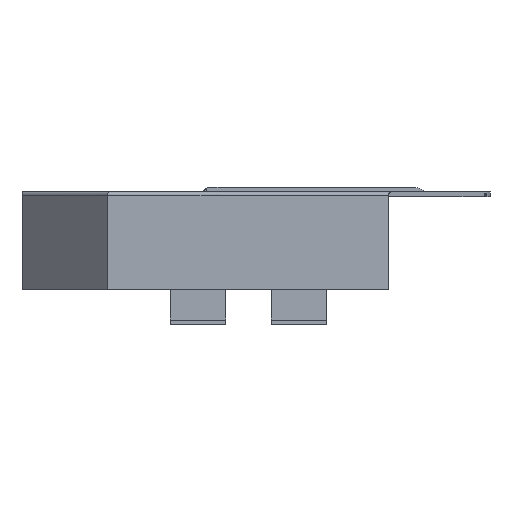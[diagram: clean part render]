
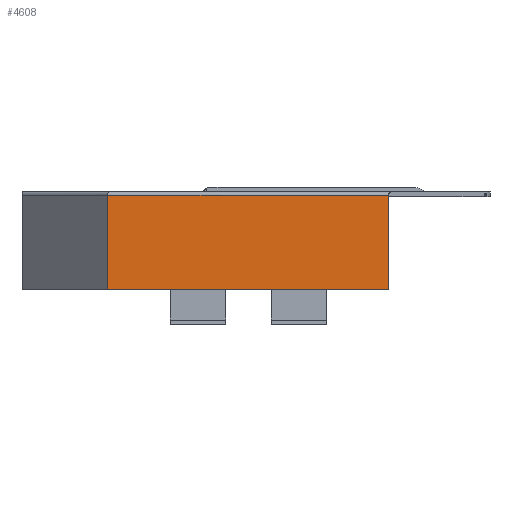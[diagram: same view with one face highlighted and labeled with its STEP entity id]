
A CAD part, left-side view. The second image highlights one B-rep face of the part: STEP entity #4608.
In plain terms, the highlighted planar face has unit normal (-1, 0, 0).
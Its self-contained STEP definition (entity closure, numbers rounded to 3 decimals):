
#58 = LINE ( 'NONE', #1009, #971 ) ;
#94 = CARTESIAN_POINT ( 'NONE',  ( -10.54, 0.255, 4.22 ) ) ;
#112 = VERTEX_POINT ( 'NONE', #3318 ) ;
#322 = EDGE_CURVE ( 'NONE', #2651, #2093, #4191, .T. ) ;
#708 = LINE ( 'NONE', #2077, #4627 ) ;
#790 = ORIENTED_EDGE ( 'NONE', *, *, #322, .F. ) ;
#893 = CARTESIAN_POINT ( 'NONE',  ( -10.54, -4.32, 1.14 ) ) ;
#945 = VECTOR ( 'NONE', #2311, 1000. ) ;
#971 = VECTOR ( 'NONE', #4411, 1000. ) ;
#1009 = CARTESIAN_POINT ( 'NONE',  ( -10.54, -4.32, 0. ) ) ;
#1019 = LINE ( 'NONE', #94, #3028 ) ;
#1312 = PLANE ( 'NONE',  #4039 ) ;
#1400 = CARTESIAN_POINT ( 'NONE',  ( -10.54, 4.83, 1.14 ) ) ;
#1402 = ORIENTED_EDGE ( 'NONE', *, *, #4372, .T. ) ;
#1680 = EDGE_CURVE ( 'NONE', #4475, #2651, #2417, .T. ) ;
#1701 = CARTESIAN_POINT ( 'NONE',  ( -10.54, 0.255, 0. ) ) ;
#1762 = EDGE_LOOP ( 'NONE', ( #4474, #1402, #3672, #4354, #790 ) ) ;
#1792 = CARTESIAN_POINT ( 'NONE',  ( -10.54, -4.32, 4.17 ) ) ;
#1937 = CARTESIAN_POINT ( 'NONE',  ( -10.54, -4.32, 0. ) ) ;
#2077 = CARTESIAN_POINT ( 'NONE',  ( -10.54, 4.83, 0. ) ) ;
#2087 = DIRECTION ( 'NONE',  ( 0., -1., 0. ) ) ;
#2093 = VERTEX_POINT ( 'NONE', #2657 ) ;
#2311 = DIRECTION ( 'NONE',  ( 0., 0., -1. ) ) ;
#2417 = LINE ( 'NONE', #1937, #945 ) ;
#2651 = VERTEX_POINT ( 'NONE', #893 ) ;
#2657 = CARTESIAN_POINT ( 'NONE',  ( -10.54, 4.83, 1.14 ) ) ;
#3028 = VECTOR ( 'NONE', #3905, 1000. ) ;
#3068 = EDGE_CURVE ( 'NONE', #4040, #112, #1019, .T. ) ;
#3070 = VECTOR ( 'NONE', #4054, 1000. ) ;
#3156 = EDGE_CURVE ( 'NONE', #2093, #112, #708, .T. ) ;
#3318 = CARTESIAN_POINT ( 'NONE',  ( -10.54, 4.83, 4.22 ) ) ;
#3584 = DIRECTION ( 'NONE',  ( 0., 0., 1. ) ) ;
#3672 = ORIENTED_EDGE ( 'NONE', *, *, #3068, .T. ) ;
#3905 = DIRECTION ( 'NONE',  ( 0., 1., 0. ) ) ;
#4039 = AXIS2_PLACEMENT_3D ( 'NONE', #1701, #4347, #2087 ) ;
#4040 = VERTEX_POINT ( 'NONE', #4572 ) ;
#4054 = DIRECTION ( 'NONE',  ( 0., 1., 0. ) ) ;
#4191 = LINE ( 'NONE', #1400, #3070 ) ;
#4347 = DIRECTION ( 'NONE',  ( -1., 0., 0. ) ) ;
#4354 = ORIENTED_EDGE ( 'NONE', *, *, #3156, .F. ) ;
#4372 = EDGE_CURVE ( 'NONE', #4475, #4040, #58, .T. ) ;
#4411 = DIRECTION ( 'NONE',  ( 0., 0., 1. ) ) ;
#4474 = ORIENTED_EDGE ( 'NONE', *, *, #1680, .F. ) ;
#4475 = VERTEX_POINT ( 'NONE', #1792 ) ;
#4509 = FACE_OUTER_BOUND ( 'NONE', #1762, .T. ) ;
#4572 = CARTESIAN_POINT ( 'NONE',  ( -10.54, -4.32, 4.22 ) ) ;
#4608 = ADVANCED_FACE ( 'NONE', ( #4509 ), #1312, .T. ) ;
#4627 = VECTOR ( 'NONE', #3584, 1000. ) ;
